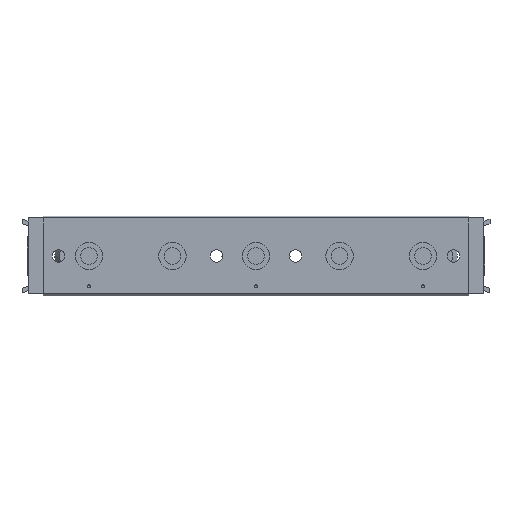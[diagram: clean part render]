
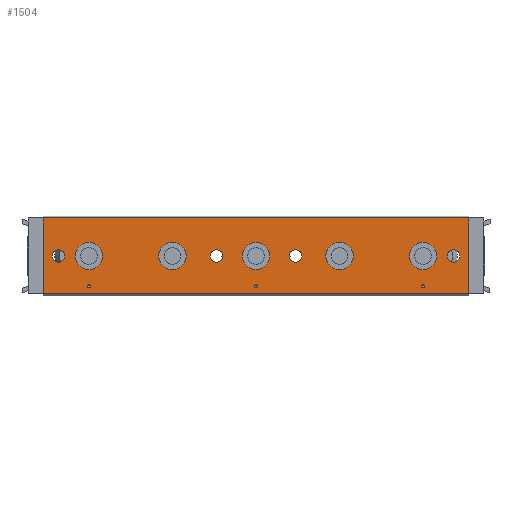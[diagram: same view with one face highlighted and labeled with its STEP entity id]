
A CAD part, top view. The second image highlights one B-rep face of the part: STEP entity #1504.
In plain terms, the highlighted planar face has unit normal (0, 0, 1).
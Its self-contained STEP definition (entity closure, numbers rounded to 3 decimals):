
#129=CARTESIAN_POINT('',(55.5,-10.,5.0));
#130=VERTEX_POINT('',#129);
#131=CARTESIAN_POINT('',(55.,-10.,5.0));
#132=DIRECTION('',(0.0,0.0,-1.0));
#133=DIRECTION('',(1.0,0.0,0.0));
#134=AXIS2_PLACEMENT_3D('',#131,#132,#133);
#135=CIRCLE('',#134,0.5);
#136=EDGE_CURVE('',#130,#130,#135,.T.);
#166=CARTESIAN_POINT('',(0.5,-10.,5.0));
#167=VERTEX_POINT('',#166);
#168=CARTESIAN_POINT('',(0.,-10.,5.0));
#169=DIRECTION('',(0.0,0.0,-1.0));
#170=DIRECTION('',(1.0,0.0,0.0));
#171=AXIS2_PLACEMENT_3D('',#168,#169,#170);
#172=CIRCLE('',#171,0.5);
#173=EDGE_CURVE('',#167,#167,#172,.T.);
#203=CARTESIAN_POINT('',(-54.5,-10.,5.0));
#204=VERTEX_POINT('',#203);
#205=CARTESIAN_POINT('',(-55.,-10.,5.0));
#206=DIRECTION('',(0.0,0.0,-1.0));
#207=DIRECTION('',(1.0,0.0,0.0));
#208=AXIS2_PLACEMENT_3D('',#205,#206,#207);
#209=CIRCLE('',#208,0.5);
#210=EDGE_CURVE('',#204,#204,#209,.T.);
#297=CARTESIAN_POINT('',(10.933,0.,5.0));
#298=VERTEX_POINT('',#297);
#299=CARTESIAN_POINT('',(13.,0.,5.0));
#300=DIRECTION('',(0.0,0.0,-1.0));
#301=DIRECTION('',(-1.0,0.0,0.0));
#302=AXIS2_PLACEMENT_3D('',#299,#300,#301);
#303=CIRCLE('',#302,2.067);
#304=EDGE_CURVE('',#298,#298,#303,.T.);
#325=CARTESIAN_POINT('',(62.933,0.,5.0));
#326=VERTEX_POINT('',#325);
#327=CARTESIAN_POINT('',(65.0,0.,5.0));
#328=DIRECTION('',(0.0,0.0,-1.0));
#329=DIRECTION('',(-1.0,0.0,0.0));
#330=AXIS2_PLACEMENT_3D('',#327,#328,#329);
#331=CIRCLE('',#330,2.067);
#332=EDGE_CURVE('',#326,#326,#331,.T.);
#642=CARTESIAN_POINT('',(-70.,-12.5,5.0));
#643=VERTEX_POINT('',#642);
#650=CARTESIAN_POINT('',(-70.0,12.5,5.0));
#651=VERTEX_POINT('',#650);
#652=CARTESIAN_POINT('',(-70.,-12.5,5.0));
#653=DIRECTION('',(0.0,1.0,0.0));
#654=VECTOR('',#653,25.0);
#655=LINE('',#652,#654);
#656=EDGE_CURVE('',#643,#651,#655,.T.);
#819=CARTESIAN_POINT('',(32.,0.,5.0));
#820=VERTEX_POINT('',#819);
#821=CARTESIAN_POINT('',(27.5,0.,5.0));
#822=DIRECTION('',(0.0,0.0,-1.0));
#823=DIRECTION('',(1.0,0.0,0.0));
#824=AXIS2_PLACEMENT_3D('',#821,#822,#823);
#825=CIRCLE('',#824,4.5);
#826=EDGE_CURVE('',#820,#820,#825,.T.);
#927=CARTESIAN_POINT('',(-23.,0.,5.0));
#928=VERTEX_POINT('',#927);
#929=CARTESIAN_POINT('',(-27.5,0.,5.0));
#930=DIRECTION('',(0.0,0.0,-1.0));
#931=DIRECTION('',(1.0,0.0,0.0));
#932=AXIS2_PLACEMENT_3D('',#929,#930,#931);
#933=CIRCLE('',#932,4.5);
#934=EDGE_CURVE('',#928,#928,#933,.T.);
#1035=CARTESIAN_POINT('',(59.5,0.,5.0));
#1036=VERTEX_POINT('',#1035);
#1037=CARTESIAN_POINT('',(55.,0.,5.0));
#1038=DIRECTION('',(0.0,0.0,-1.0));
#1039=DIRECTION('',(1.0,0.0,0.0));
#1040=AXIS2_PLACEMENT_3D('',#1037,#1038,#1039);
#1041=CIRCLE('',#1040,4.5);
#1042=EDGE_CURVE('',#1036,#1036,#1041,.T.);
#1143=CARTESIAN_POINT('',(4.5,0.,5.0));
#1144=VERTEX_POINT('',#1143);
#1145=CARTESIAN_POINT('',(0.,0.,5.0));
#1146=DIRECTION('',(0.0,0.0,-1.0));
#1147=DIRECTION('',(1.0,0.0,0.0));
#1148=AXIS2_PLACEMENT_3D('',#1145,#1146,#1147);
#1149=CIRCLE('',#1148,4.5);
#1150=EDGE_CURVE('',#1144,#1144,#1149,.T.);
#1251=CARTESIAN_POINT('',(-50.5,0.,5.0));
#1252=VERTEX_POINT('',#1251);
#1253=CARTESIAN_POINT('',(-55.,0.,5.0));
#1254=DIRECTION('',(0.0,0.0,-1.0));
#1255=DIRECTION('',(1.0,0.0,0.0));
#1256=AXIS2_PLACEMENT_3D('',#1253,#1254,#1255);
#1257=CIRCLE('',#1256,4.5);
#1258=EDGE_CURVE('',#1252,#1252,#1257,.T.);
#1283=CARTESIAN_POINT('',(-10.933,0.,5.0));
#1284=VERTEX_POINT('',#1283);
#1285=CARTESIAN_POINT('',(-13.,0.,5.0));
#1286=DIRECTION('',(0.0,0.0,-1.0));
#1287=DIRECTION('',(1.0,0.0,0.0));
#1288=AXIS2_PLACEMENT_3D('',#1285,#1286,#1287);
#1289=CIRCLE('',#1288,2.067);
#1290=EDGE_CURVE('',#1284,#1284,#1289,.T.);
#1311=CARTESIAN_POINT('',(-62.933,0.,5.0));
#1312=VERTEX_POINT('',#1311);
#1313=CARTESIAN_POINT('',(-65.0,0.,5.0));
#1314=DIRECTION('',(0.0,0.0,-1.0));
#1315=DIRECTION('',(1.0,0.0,0.0));
#1316=AXIS2_PLACEMENT_3D('',#1313,#1314,#1315);
#1317=CIRCLE('',#1316,2.067);
#1318=EDGE_CURVE('',#1312,#1312,#1317,.T.);
#1383=CARTESIAN_POINT('',(70.0,12.5,5.0));
#1384=VERTEX_POINT('',#1383);
#1385=CARTESIAN_POINT('',(-70.0,12.5,5.0));
#1386=DIRECTION('',(1.0,0.0,0.0));
#1387=VECTOR('',#1386,140.0);
#1388=LINE('',#1385,#1387);
#1389=EDGE_CURVE('',#651,#1384,#1388,.T.);
#1414=CARTESIAN_POINT('',(70.0,-12.5,5.0));
#1415=VERTEX_POINT('',#1414);
#1416=CARTESIAN_POINT('',(70.0,12.5,5.0));
#1417=DIRECTION('',(0.0,-1.0,0.0));
#1418=VECTOR('',#1417,25.);
#1419=LINE('',#1416,#1418);
#1420=EDGE_CURVE('',#1384,#1415,#1419,.T.);
#1445=CARTESIAN_POINT('',(70.0,-12.5,5.0));
#1446=DIRECTION('',(-1.0,0.0,0.0));
#1447=VECTOR('',#1446,140.0);
#1448=LINE('',#1445,#1447);
#1449=EDGE_CURVE('',#1415,#643,#1448,.T.);
#1457=CARTESIAN_POINT('',(0.,0.,5.0));
#1458=DIRECTION('',(0.0,0.0,1.0));
#1459=DIRECTION('',(1.0,0.0,0.0));
#1460=AXIS2_PLACEMENT_3D('',#1457,#1458,#1459);
#1461=PLANE('',#1460);
#1462=ORIENTED_EDGE('',*,*,#656,.F.);
#1463=ORIENTED_EDGE('',*,*,#1449,.F.);
#1464=ORIENTED_EDGE('',*,*,#1420,.F.);
#1465=ORIENTED_EDGE('',*,*,#1389,.F.);
#1466=EDGE_LOOP('',(#1462,#1463,#1464,#1465));
#1467=FACE_OUTER_BOUND('',#1466,.T.);
#1468=ORIENTED_EDGE('',*,*,#136,.T.);
#1469=EDGE_LOOP('',(#1468));
#1470=FACE_BOUND('',#1469,.T.);
#1471=ORIENTED_EDGE('',*,*,#173,.T.);
#1472=EDGE_LOOP('',(#1471));
#1473=FACE_BOUND('',#1472,.T.);
#1474=ORIENTED_EDGE('',*,*,#210,.T.);
#1475=EDGE_LOOP('',(#1474));
#1476=FACE_BOUND('',#1475,.T.);
#1477=ORIENTED_EDGE('',*,*,#304,.T.);
#1478=EDGE_LOOP('',(#1477));
#1479=FACE_BOUND('',#1478,.T.);
#1480=ORIENTED_EDGE('',*,*,#332,.T.);
#1481=EDGE_LOOP('',(#1480));
#1482=FACE_BOUND('',#1481,.T.);
#1483=ORIENTED_EDGE('',*,*,#826,.T.);
#1484=EDGE_LOOP('',(#1483));
#1485=FACE_BOUND('',#1484,.T.);
#1486=ORIENTED_EDGE('',*,*,#934,.T.);
#1487=EDGE_LOOP('',(#1486));
#1488=FACE_BOUND('',#1487,.T.);
#1489=ORIENTED_EDGE('',*,*,#1042,.T.);
#1490=EDGE_LOOP('',(#1489));
#1491=FACE_BOUND('',#1490,.T.);
#1492=ORIENTED_EDGE('',*,*,#1150,.T.);
#1493=EDGE_LOOP('',(#1492));
#1494=FACE_BOUND('',#1493,.T.);
#1495=ORIENTED_EDGE('',*,*,#1258,.T.);
#1496=EDGE_LOOP('',(#1495));
#1497=FACE_BOUND('',#1496,.T.);
#1498=ORIENTED_EDGE('',*,*,#1290,.T.);
#1499=EDGE_LOOP('',(#1498));
#1500=FACE_BOUND('',#1499,.T.);
#1501=ORIENTED_EDGE('',*,*,#1318,.T.);
#1502=EDGE_LOOP('',(#1501));
#1503=FACE_BOUND('',#1502,.T.);
#1504=ADVANCED_FACE('',(#1467,#1470,#1473,#1476,#1479,#1482,#1485,#1488,#1491,#1494,#1497,#1500,#1503),#1461,.T.);
